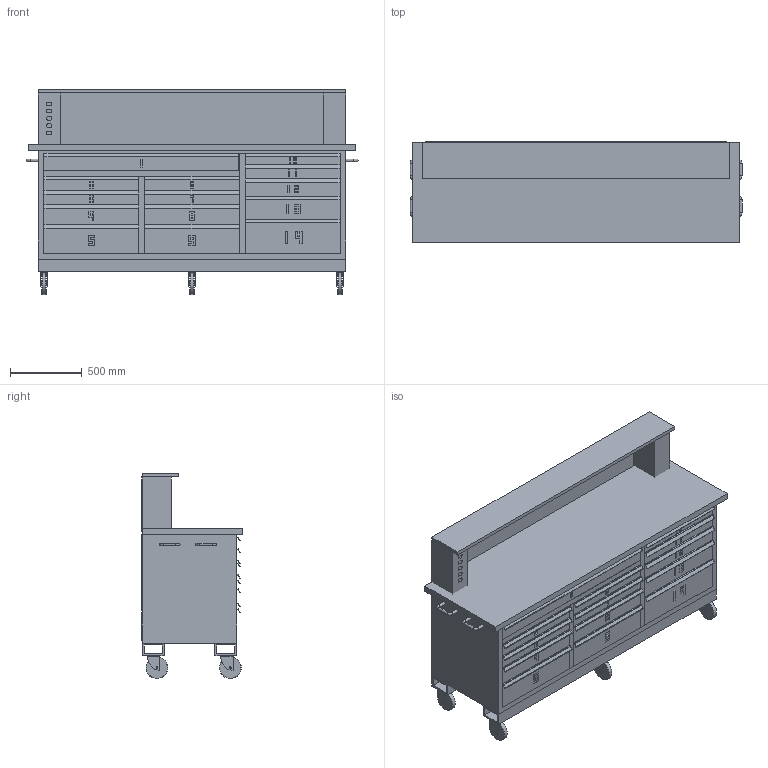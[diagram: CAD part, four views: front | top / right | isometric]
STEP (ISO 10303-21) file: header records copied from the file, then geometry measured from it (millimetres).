
FILE_DESCRIPTION(/* description */ ('STEP AP214'),/* implementation_level */ '2;1');
FILE_NAME(/* name */ '681a82626bb1917a45092b83',/* time_stamp */ '2025-05-06T21:42:58Z',/* author */ (''),/* organization */ (''),/* preprocessor_version */ 'ST-DEVELOPER v20',/* originating_system */ 'ONSHAPE BY PTC INC, 1.197',/* authorisation */ ' ');
FILE_SCHEMA (('AUTOMOTIVE_DESIGN {1 0 10303 214 3 1 1}'));
Length unit declared in the file: metre
Products named in the file (75): {texture : metal}; { "texture" : "glossy" }; { "name" : "Handle" , "texture" : "metal" }; { "texture" : "metal" }; { "texture" : "wood" }; { "texture" : "matte" }; { "name" : "wheel" , "texture" : "metal" }; { "bounds_mm" : [ 705.4 , 1434.843 , 2320.3 ] , "mass_kg" : 666 , "pr
ice" : 9852.98 , "texture" : "wood" }
Bounding box: 2320.3 x 705.4 x 1434.84 mm (x, y, z)
Volume: 1261154778.4 mm3; surface area: 45070325.1 mm2
Topology: 69 solids, 75 shells, 661 faces, 1460 edges, 966 vertices
Faces by surface type: plane 577, cylinder 46, cone 24, torus 8, bspline 6
Full cylindrical faces by diameter (mm): 12.7 x12, 19.05 x12, 152.4 x12
Entity records: 19942 total; most frequent: CARTESIAN_POINT 3328, DIRECTION 2950, ORIENTED_EDGE 2760, EDGE_CURVE 1386, LINE 1234, VECTOR 1234, VERTEX_POINT 960, AXIS2_PLACEMENT_3D 858
